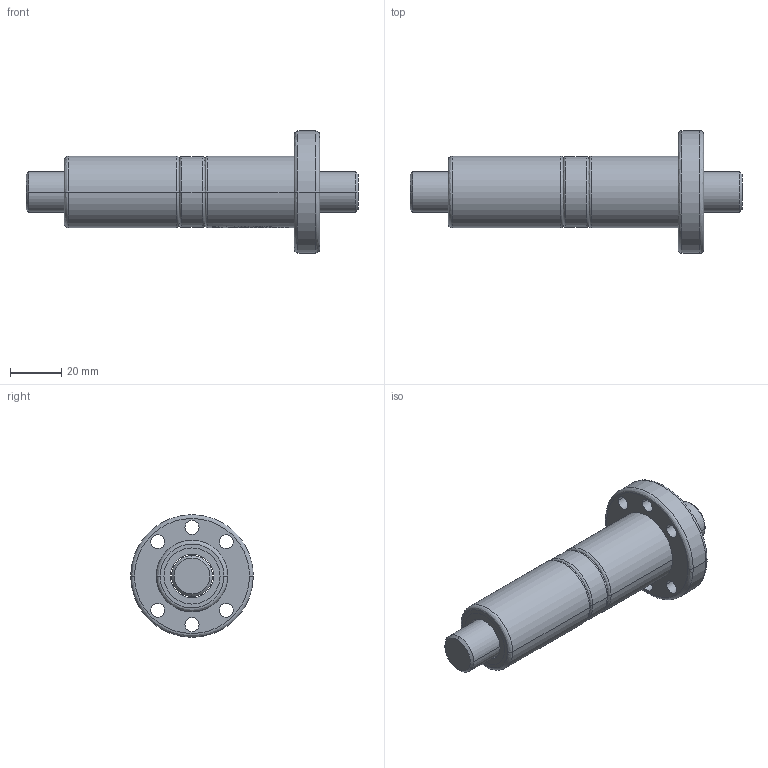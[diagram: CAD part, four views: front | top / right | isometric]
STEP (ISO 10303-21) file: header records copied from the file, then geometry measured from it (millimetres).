
FILE_DESCRIPTION (( 'STEP AP203' ), '1' );
FILE_NAME ('DFU01605.STEP', '2019-04-03T11:44:48', ( '' ), ( '' ), 'SwSTEP 2.0', 'SolidWorks 2015', '' );
FILE_SCHEMA (( 'CONFIG_CONTROL_DESIGN' ));
Length unit declared in the file: millimetre
Products named in the file (1): DFU01605
Bounding box: 130 x 48 x 48 mm (x, y, z)
Volume: 75002.6 mm3; surface area: 29135.9 mm2
Topology: 6 solids, 6 shells, 703 faces, 1944 edges, 1291 vertices
Faces by surface type: plane 610, cylinder 54, bspline 35, cone 4
Entity records: 24421 total; most frequent: CARTESIAN_POINT 7898, ORIENTED_EDGE 3888, DIRECTION 2863, EDGE_CURVE 1944, VERTEX_POINT 1291, LINE 1281, VECTOR 1281, AXIS2_PLACEMENT_3D 791
